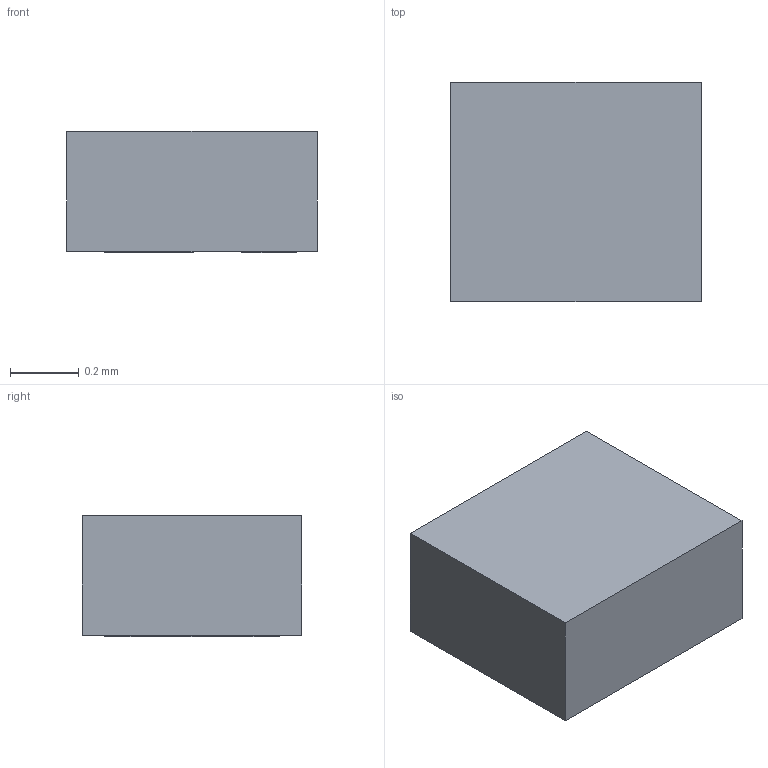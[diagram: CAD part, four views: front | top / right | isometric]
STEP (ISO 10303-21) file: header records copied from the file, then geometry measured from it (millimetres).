
FILE_DESCRIPTION(('Open CASCADE Model'),'2;1');
FILE_NAME('Open CASCADE Shape Model','2017-09-05T14:35:44',('Author'),( 'Open CASCADE'),'Open CASCADE STEP processor 6.8','Open CASCADE 6.8' ,'Unknown');
FILE_SCHEMA(('AUTOMOTIVE_DESIGN { 1 0 10303 214 1 1 1 1 }'));
Length unit declared in the file: millimetre
Products named in the file (6): PCB; Designator1; 864253904; Body; bigPin; smallPine
Assembly tree (5 placements, depth 3):
  PCB
  Designator1
    864253904
      Body
      bigPin
      smallPine  x2
Bounding box: 0.73 x 0.64 x 0.35 mm (x, y, z)
Volume: 0.2 mm3; surface area: 2.3 mm2
Topology: 4 solids, 4 shells, 24 faces, 48 edges, 32 vertices
Faces by surface type: plane 24
Entity records: 588 total; most frequent: CARTESIAN_POINT 84, DIRECTION 84, ORIENTED_EDGE 72, EDGE_CURVE 36, LINE 36, VECTOR 36, AXIS2_PLACEMENT_3D 24, VERTEX_POINT 24
